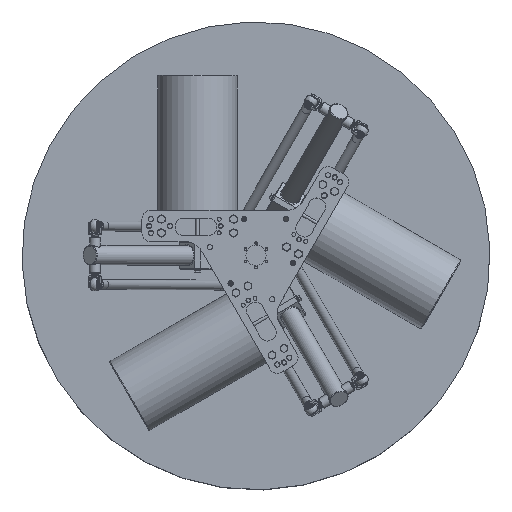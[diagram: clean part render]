
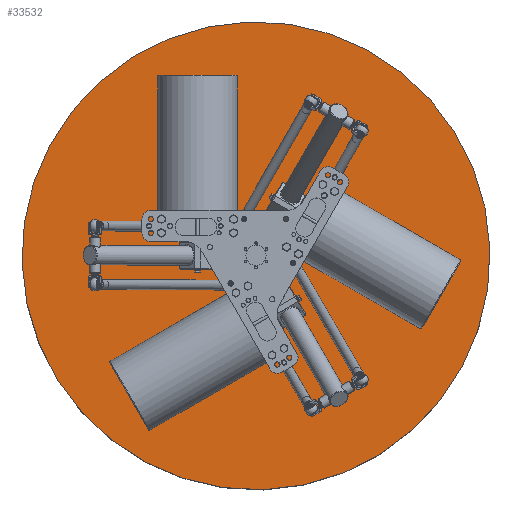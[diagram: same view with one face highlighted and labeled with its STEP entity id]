
A CAD part, top view. The second image highlights one B-rep face of the part: STEP entity #33532.
In plain terms, the highlighted face is planar.
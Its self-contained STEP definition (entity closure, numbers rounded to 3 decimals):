
#7835=PLANE('',#35802);
#9540=FACE_OUTER_BOUND('',#11629,.T.);
#11629=EDGE_LOOP('',(#23642));
#14354=CIRCLE('',#35800,600.);
#15733=VERTEX_POINT('',#48145);
#18948=EDGE_CURVE('',#15733,#15733,#14354,.T.);
#23642=ORIENTED_EDGE('',*,*,#18948,.T.);
#33532=ADVANCED_FACE('',(#9540),#7835,.T.);
#35800=AXIS2_PLACEMENT_3D('',#48146,#39123,#39124);
#35802=AXIS2_PLACEMENT_3D('',#48149,#39127,#39128);
#39123=DIRECTION('center_axis',(0.,0.,-1.));
#39124=DIRECTION('ref_axis',(0.,-1.,0.));
#39127=DIRECTION('center_axis',(0.,0.,-1.));
#39128=DIRECTION('ref_axis',(-1.,0.,0.));
#48145=CARTESIAN_POINT('',(0.,-600.,-200.));
#48146=CARTESIAN_POINT('Origin',(0.,0.,-200.));
#48149=CARTESIAN_POINT('Origin',(0.,-300.,-200.));
